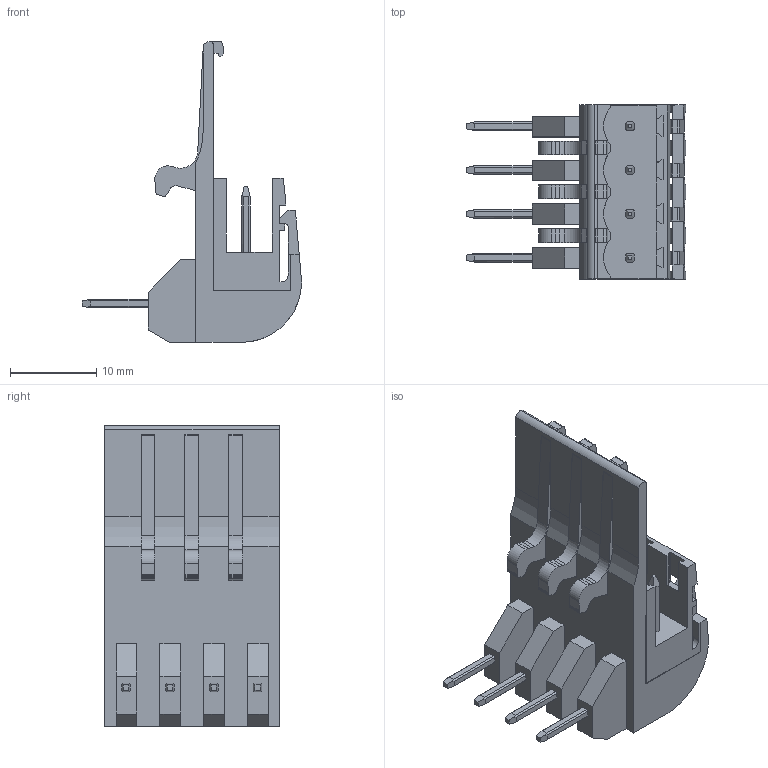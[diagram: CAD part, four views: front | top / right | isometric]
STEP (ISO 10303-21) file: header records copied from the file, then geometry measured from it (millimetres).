
FILE_DESCRIPTION(('CATIA V5R24 STEP','CAx-IF Rec.Pracs.--- Model Styling and Organization---1.2---2011-12-15'),'2;1');
FILE_NAME ('D1451001_0_1324100000_1324100000.stp','2017-03-06T10:36:05+00:00',('none'),('Weidmueller'),'CATIA Version 5-6 Release 2014 SP4 HF52','CATIA V5 STEP AP214','none');
FILE_SCHEMA(('AUTOMOTIVE_DESIGN { 1 0 10303 214 1 1 1 1 }'));
Length unit declared in the file: millimetre
Products named in the file (1): v5-standard_part
Bounding box: 25.4 x 20.2 x 34.85 mm (x, y, z)
Volume: 3526.5 mm3; surface area: 3892 mm2
Topology: 9 solids, 9 shells, 438 faces, 1316 edges, 872 vertices
Faces by surface type: plane 305, cylinder 133
Entity records: 14693 total; most frequent: CARTESIAN_POINT 2982, ORIENTED_EDGE 2632, DIRECTION 2100, EDGE_CURVE 1316, VECTOR 996, LINE 996, VERTEX_POINT 872, AXIS2_PLACEMENT_3D 673
